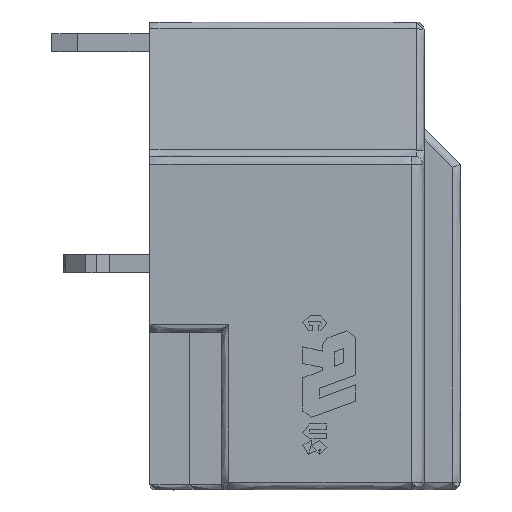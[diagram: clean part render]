
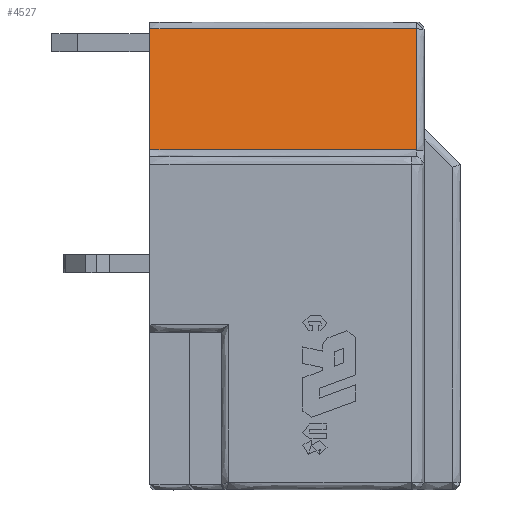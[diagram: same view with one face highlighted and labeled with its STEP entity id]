
A CAD part, left-side view. The second image highlights one B-rep face of the part: STEP entity #4527.
In plain terms, the highlighted free-form (B-spline) face has degree [1, 1] with [2, 2] control points.
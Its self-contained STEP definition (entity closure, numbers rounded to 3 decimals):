
#4475=CARTESIAN_POINT('',(-13.692,-3.91,11.155));
#4476=VERTEX_POINT('',#4475);
#4483=CARTESIAN_POINT('',(-13.692,6.39,11.155));
#4484=VERTEX_POINT('',#4483);
#4485=CARTESIAN_POINT('',(-13.692,-3.91,11.155));
#4486=CARTESIAN_POINT('',(-13.692,6.39,11.155));
#4487=B_SPLINE_CURVE_WITH_KNOTS('',1,(#4485,#4486),.POLYLINE_FORM.,.F.,.U.,(2,2),(0.,1.),.UNSPECIFIED.);
#4488=EDGE_CURVE('',#4476,#4484,#4487,.T.);
#4500=CARTESIAN_POINT('',(-11.658,12.579,24.713));
#4501=CARTESIAN_POINT('',(-11.658,-10.099,24.713));
#4502=CARTESIAN_POINT('',(-15.022,12.579,2.287));
#4503=CARTESIAN_POINT('',(-15.022,-10.099,2.287));
#4504=B_SPLINE_SURFACE_WITH_KNOTS('',1,1,((#4500,#4501),(#4502,#4503)),.PLANE_SURF.,.F.,.F.,.U.,(2,2),(2,2),(0.,1.),(0.,1.),.UNSPECIFIED.);
#4505=CARTESIAN_POINT('',(-12.988,6.39,15.845));
#4506=VERTEX_POINT('',#4505);
#4507=CARTESIAN_POINT('',(-12.988,6.39,15.845));
#4508=CARTESIAN_POINT('',(-13.692,6.39,11.155));
#4509=B_SPLINE_CURVE_WITH_KNOTS('',1,(#4507,#4508),.POLYLINE_FORM.,.F.,.U.,(2,2),(0.,1.),.UNSPECIFIED.);
#4510=EDGE_CURVE('',#4506,#4484,#4509,.T.);
#4511=ORIENTED_EDGE('',*,*,#4510,.T.);
#4512=ORIENTED_EDGE('',*,*,#4488,.F.);
#4513=CARTESIAN_POINT('',(-12.988,-3.91,15.845));
#4514=VERTEX_POINT('',#4513);
#4515=CARTESIAN_POINT('',(-13.692,-3.91,11.155));
#4516=CARTESIAN_POINT('',(-12.988,-3.91,15.845));
#4517=B_SPLINE_CURVE_WITH_KNOTS('',1,(#4515,#4516),.POLYLINE_FORM.,.F.,.U.,(2,2),(0.,1.),.UNSPECIFIED.);
#4518=EDGE_CURVE('',#4476,#4514,#4517,.T.);
#4519=ORIENTED_EDGE('',*,*,#4518,.T.);
#4520=CARTESIAN_POINT('',(-12.988,-3.91,15.845));
#4521=CARTESIAN_POINT('',(-12.988,6.39,15.845));
#4522=B_SPLINE_CURVE_WITH_KNOTS('',1,(#4520,#4521),.POLYLINE_FORM.,.F.,.U.,(2,2),(0.,1.),.UNSPECIFIED.);
#4523=EDGE_CURVE('',#4514,#4506,#4522,.T.);
#4524=ORIENTED_EDGE('',*,*,#4523,.T.);
#4525=EDGE_LOOP('',(#4511,#4512,#4519,#4524));
#4526=FACE_OUTER_BOUND('',#4525,.T.);
#4527=ADVANCED_FACE('',(#4526),#4504,.T.);
